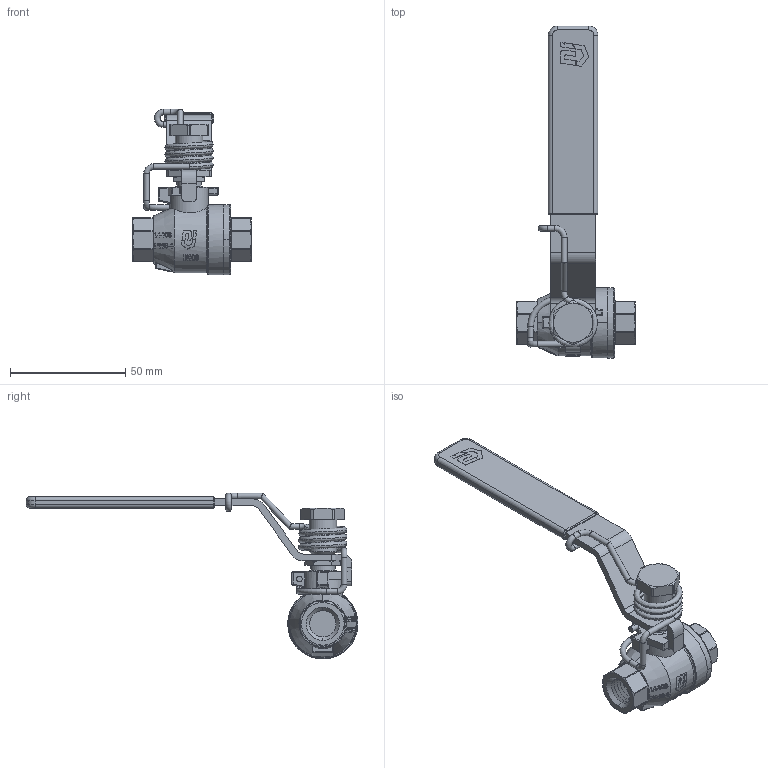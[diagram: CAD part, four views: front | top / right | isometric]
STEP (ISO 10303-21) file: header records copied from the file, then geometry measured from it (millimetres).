
FILE_DESCRIPTION(('HOOPS Exchange Step'),'2;1');
FILE_NAME('GK12_DN8.stp','2025-12-09T09:55:45+01:00',('nieru'),('Unknown organisation'),'HOOPS Exchange 2024.2','HOOPS Exchange','Unknown authorisation');
FILE_SCHEMA( ('AP203_CONFIGURATION_CONTROLLED_3D_DESIGN_OF_MECHANICAL_PARTS_AND_ASSEMBLIES_MIM_LF') );
Length unit declared in the file: millimetre
Products named in the file (2): 0; root
Assembly tree (1 placements, depth 2):
  root
    0
Bounding box: 51.5 x 144.24 x 72.06 mm (x, y, z)
Volume: 43412 mm3; surface area: 19512.4 mm2
Topology: 1 solids, 1 shells, 983 faces, 2678 edges, 1744 vertices
Faces by surface type: plane 596, cylinder 121, cone 105, bspline 100, torus 43, sphere 16, extrusion 2
Full cylindrical faces by diameter (mm): 2.5 x7, 12 x1
Entity records: 37047 total; most frequent: CARTESIAN_POINT 14328, ORIENTED_EDGE 5356, DIRECTION 3972, EDGE_CURVE 2678, VERTEX_POINT 1744, AXIS2_PLACEMENT_3D 1479, EDGE_LOOP 1032, FACE_BOUND 1032
